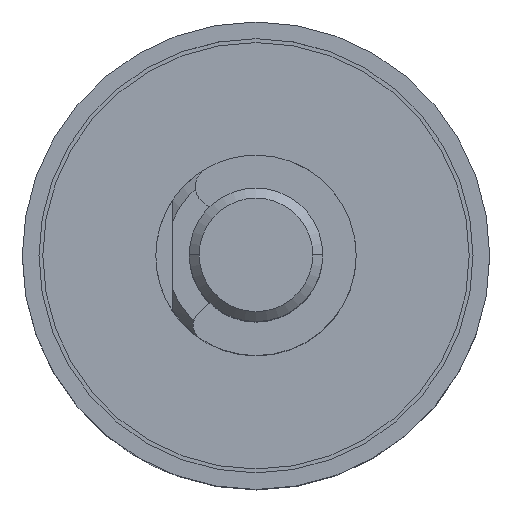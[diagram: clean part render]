
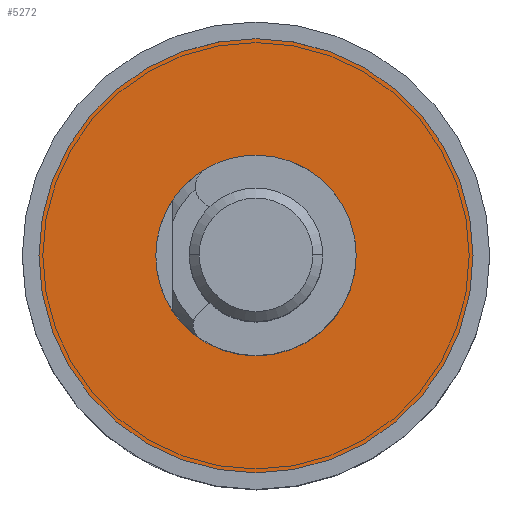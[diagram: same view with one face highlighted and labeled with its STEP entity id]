
A CAD part, top view. The second image highlights one B-rep face of the part: STEP entity #5272.
In plain terms, the highlighted planar face has unit normal (0, 0, 1).
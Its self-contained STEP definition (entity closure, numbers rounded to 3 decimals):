
#491 = EDGE_CURVE ( 'NONE', #10979, #4220, #6851, .T. ) ;
#570 = DIRECTION ( 'NONE',  ( 0., 0., -1. ) ) ;
#619 = DIRECTION ( 'NONE',  ( -1., 0., 0. ) ) ;
#1364 = ORIENTED_EDGE ( 'NONE', *, *, #7786, .T. ) ;
#1545 = VERTEX_POINT ( 'NONE', #3449 ) ;
#1668 = DIRECTION ( 'NONE',  ( 1., 0., 0. ) ) ;
#1750 = CARTESIAN_POINT ( 'NONE',  ( 0., 0., 0.5 ) ) ;
#2443 = CARTESIAN_POINT ( 'NONE',  ( 0., 0., 0.5 ) ) ;
#3449 = CARTESIAN_POINT ( 'NONE',  ( -3., 0., 0.5 ) ) ;
#3718 = ORIENTED_EDGE ( 'NONE', *, *, #3904, .T. ) ;
#3860 = AXIS2_PLACEMENT_3D ( 'NONE', #2443, #11687, #619 ) ;
#3904 = EDGE_CURVE ( 'NONE', #1545, #10528, #11253, .T. ) ;
#4156 = FACE_BOUND ( 'NONE', #8169, .T. ) ;
#4220 = VERTEX_POINT ( 'NONE', #8412 ) ;
#4988 = DIRECTION ( 'NONE',  ( 0., 0., 1. ) ) ;
#5058 = ORIENTED_EDGE ( 'NONE', *, *, #491, .T. ) ;
#5067 = ORIENTED_EDGE ( 'NONE', *, *, #8932, .T. ) ;
#5272 = ADVANCED_FACE ( 'NONE', ( #4156, #5748 ), #10073, .T. ) ;
#5508 = DIRECTION ( 'NONE',  ( 0., 0., 1. ) ) ;
#5748 = FACE_OUTER_BOUND ( 'NONE', #8860, .T. ) ;
#6114 = CARTESIAN_POINT ( 'NONE',  ( 0., 0., 0.5 ) ) ;
#6300 = CARTESIAN_POINT ( 'NONE',  ( 3., 0., 0.5 ) ) ;
#6851 = CIRCLE ( 'NONE', #9172, 6.5 ) ;
#7032 = DIRECTION ( 'NONE',  ( -1., 0., 0. ) ) ;
#7578 = AXIS2_PLACEMENT_3D ( 'NONE', #10521, #4988, #9627 ) ;
#7786 = EDGE_CURVE ( 'NONE', #4220, #10979, #9355, .T. ) ;
#8169 = EDGE_LOOP ( 'NONE', ( #3718, #5067 ) ) ;
#8225 = CARTESIAN_POINT ( 'NONE',  ( 3., 0., 0.5 ) ) ;
#8362 = AXIS2_PLACEMENT_3D ( 'NONE', #6114, #570, #7032 ) ;
#8412 = CARTESIAN_POINT ( 'NONE',  ( 6.5, 0., 0.5 ) ) ;
#8611 = CIRCLE ( 'NONE', #8362, 3. ) ;
#8860 = EDGE_LOOP ( 'NONE', ( #1364, #5058 ) ) ;
#8932 = EDGE_CURVE ( 'NONE', #10528, #1545, #8611, .T. ) ;
#9172 = AXIS2_PLACEMENT_3D ( 'NONE', #1750, #11067, #10069 ) ;
#9355 = CIRCLE ( 'NONE', #7578, 6.5 ) ;
#9627 = DIRECTION ( 'NONE',  ( 1., 0., 0. ) ) ;
#9837 = CARTESIAN_POINT ( 'NONE',  ( -6.5, 0., 0.5 ) ) ;
#10005 = AXIS2_PLACEMENT_3D ( 'NONE', #6300, #5508, #1668 ) ;
#10069 = DIRECTION ( 'NONE',  ( 1., 0., 0. ) ) ;
#10073 = PLANE ( 'NONE',  #10005 ) ;
#10521 = CARTESIAN_POINT ( 'NONE',  ( 0., 0., 0.5 ) ) ;
#10528 = VERTEX_POINT ( 'NONE', #8225 ) ;
#10979 = VERTEX_POINT ( 'NONE', #9837 ) ;
#11067 = DIRECTION ( 'NONE',  ( 0., 0., 1. ) ) ;
#11253 = CIRCLE ( 'NONE', #3860, 3. ) ;
#11687 = DIRECTION ( 'NONE',  ( 0., 0., -1. ) ) ;
